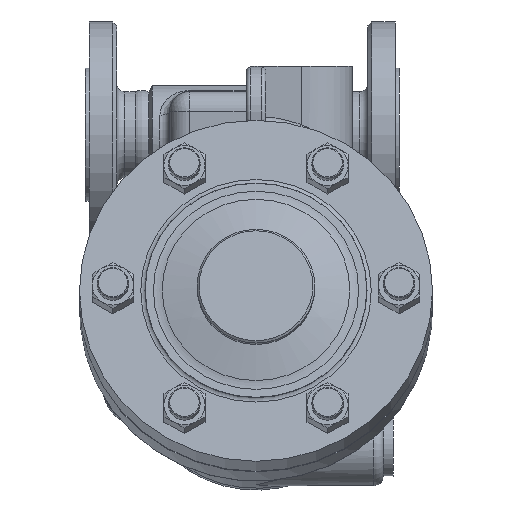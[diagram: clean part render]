
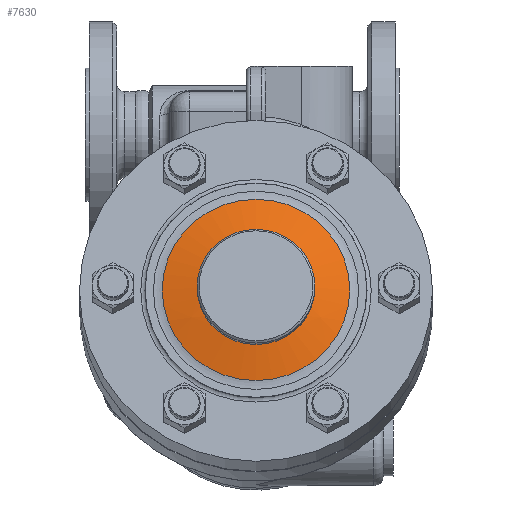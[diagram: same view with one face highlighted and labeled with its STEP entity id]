
A CAD part, left-side view. The second image highlights one B-rep face of the part: STEP entity #7630.
In plain terms, the highlighted spherical face has radius 160 mm.
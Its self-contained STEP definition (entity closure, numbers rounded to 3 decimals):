
#7579=CARTESIAN_POINT('',(-9.535,0.,52.065));
#7580=VERTEX_POINT('',#7579);
#7581=CARTESIAN_POINT('',(-21.913,0.0,5.871));
#7582=DIRECTION('',(0.966,0.0,-0.259));
#7583=DIRECTION('',(-0.259,0.,-0.966));
#7584=AXIS2_PLACEMENT_3D('',#7581,#7582,#7583);
#7585=CIRCLE('',#7584,47.823);
#7586=EDGE_CURVE('',#7580,#7580,#7585,.T.);
#7611=CARTESIAN_POINT('',(125.57,0.0,-33.646));
#7612=DIRECTION('',(0.0,0.0,1.0));
#7613=DIRECTION('',(1.0,0.0,0.0));
#7614=AXIS2_PLACEMENT_3D('',#7611,#7612,#7613);
#7615=SPHERICAL_SURFACE('',#7614,160.0);
#7616=CARTESIAN_POINT('',(-18.472,0.0,36.008));
#7617=VERTEX_POINT('',#7616);
#7618=CARTESIAN_POINT('',(-26.237,0.0,7.03));
#7619=DIRECTION('',(-0.966,0.0,0.259));
#7620=DIRECTION('',(0.259,0.0,0.966));
#7621=AXIS2_PLACEMENT_3D('',#7618,#7619,#7620);
#7622=CIRCLE('',#7621,30.);
#7623=EDGE_CURVE('',#7617,#7617,#7622,.T.);
#7624=ORIENTED_EDGE('',*,*,#7623,.F.);
#7625=EDGE_LOOP('',(#7624));
#7626=FACE_OUTER_BOUND('',#7625,.T.);
#7627=ORIENTED_EDGE('',*,*,#7586,.F.);
#7628=EDGE_LOOP('',(#7627));
#7629=FACE_BOUND('',#7628,.T.);
#7630=ADVANCED_FACE('',(#7626,#7629),#7615,.T.);
